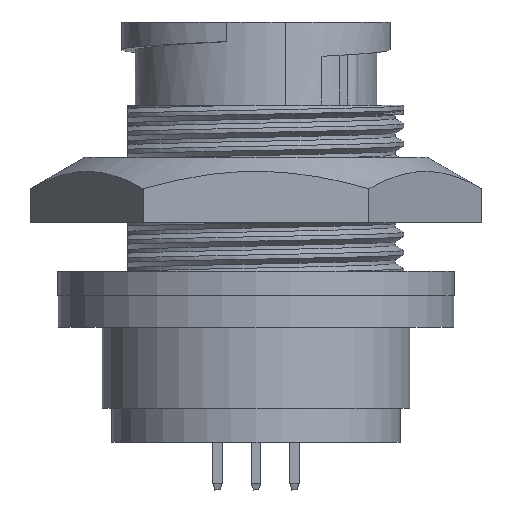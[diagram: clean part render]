
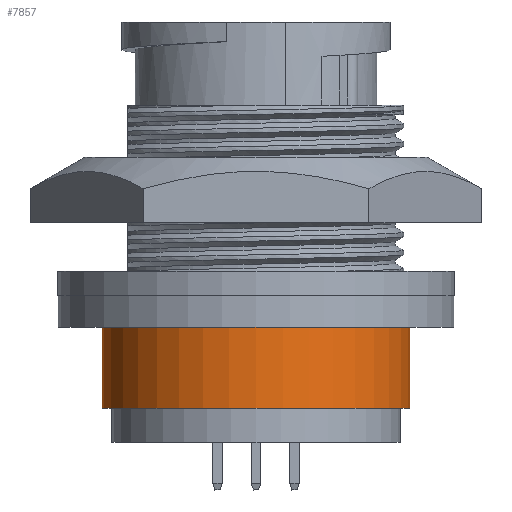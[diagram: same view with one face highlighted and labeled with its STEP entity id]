
A CAD part, front view. The second image highlights one B-rep face of the part: STEP entity #7857.
In plain terms, the highlighted cylindrical face has radius 8.001 mm (diameter 16.002 mm), a partial arc.
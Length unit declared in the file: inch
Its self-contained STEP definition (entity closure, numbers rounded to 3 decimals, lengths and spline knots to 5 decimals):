
#770 = EDGE_CURVE ( 'NONE', #8561, #7482, #18588, .T. ) ;
#1133 = ORIENTED_EDGE ( 'NONE', *, *, #22043, .T. ) ;
#1436 = EDGE_LOOP ( 'NONE', ( #9162, #18457, #1133, #4727 ) ) ;
#3081 = CYLINDRICAL_SURFACE ( 'NONE', #12271, 0.315 ) ;
#3522 = EDGE_CURVE ( 'NONE', #8561, #15825, #12682, .T. ) ;
#3537 = CARTESIAN_POINT ( 'NONE',  ( 0.315, 0., -0.79 ) ) ;
#3870 = CARTESIAN_POINT ( 'NONE',  ( 0., 0., -0.79 ) ) ;
#4098 = DIRECTION ( 'NONE',  ( 0., 0., -1. ) ) ;
#4727 = ORIENTED_EDGE ( 'NONE', *, *, #11075, .T. ) ;
#5627 = CARTESIAN_POINT ( 'NONE',  ( 0.315, 0., 0.26595 ) ) ;
#5747 = DIRECTION ( 'NONE',  ( 1., 0., 0. ) ) ;
#6309 = DIRECTION ( 'NONE',  ( 0., 0., -1. ) ) ;
#7218 = CARTESIAN_POINT ( 'NONE',  ( -0.315, 0., 0.26595 ) ) ;
#7480 = DIRECTION ( 'NONE',  ( 0., 0., -1. ) ) ;
#7482 = VERTEX_POINT ( 'NONE', #3537 ) ;
#7666 = CARTESIAN_POINT ( 'NONE',  ( 0.315, 0., -0.625 ) ) ;
#7784 = AXIS2_PLACEMENT_3D ( 'NONE', #17318, #6309, #19190 ) ;
#7857 = ADVANCED_FACE ( 'NONE', ( #12875 ), #3081, .T. ) ;
#8561 = VERTEX_POINT ( 'NONE', #7666 ) ;
#9162 = ORIENTED_EDGE ( 'NONE', *, *, #770, .F. ) ;
#9648 = CARTESIAN_POINT ( 'NONE',  ( 0., 0., 0.26595 ) ) ;
#9763 = VERTEX_POINT ( 'NONE', #10820 ) ;
#10106 = VECTOR ( 'NONE', #18230, 39.37008 ) ;
#10820 = CARTESIAN_POINT ( 'NONE',  ( -0.315, 0., -0.79 ) ) ;
#11075 = EDGE_CURVE ( 'NONE', #9763, #7482, #21754, .T. ) ;
#12271 = AXIS2_PLACEMENT_3D ( 'NONE', #9648, #4098, #22524 ) ;
#12682 = CIRCLE ( 'NONE', #7784, 0.315 ) ;
#12875 = FACE_OUTER_BOUND ( 'NONE', #1436, .T. ) ;
#13648 = VECTOR ( 'NONE', #7480, 39.37008 ) ;
#15825 = VERTEX_POINT ( 'NONE', #19154 ) ;
#16759 = DIRECTION ( 'NONE',  ( 0., 0., 1. ) ) ;
#17318 = CARTESIAN_POINT ( 'NONE',  ( 0., 0., -0.625 ) ) ;
#18230 = DIRECTION ( 'NONE',  ( 0., 0., -1. ) ) ;
#18457 = ORIENTED_EDGE ( 'NONE', *, *, #3522, .T. ) ;
#18588 = LINE ( 'NONE', #5627, #13648 ) ;
#19154 = CARTESIAN_POINT ( 'NONE',  ( -0.315, 0., -0.625 ) ) ;
#19190 = DIRECTION ( 'NONE',  ( -1., 0., 0. ) ) ;
#19913 = LINE ( 'NONE', #7218, #10106 ) ;
#21754 = CIRCLE ( 'NONE', #21857, 0.315 ) ;
#21857 = AXIS2_PLACEMENT_3D ( 'NONE', #3870, #16759, #5747 ) ;
#22043 = EDGE_CURVE ( 'NONE', #15825, #9763, #19913, .T. ) ;
#22524 = DIRECTION ( 'NONE',  ( -1., 0., 0. ) ) ;
